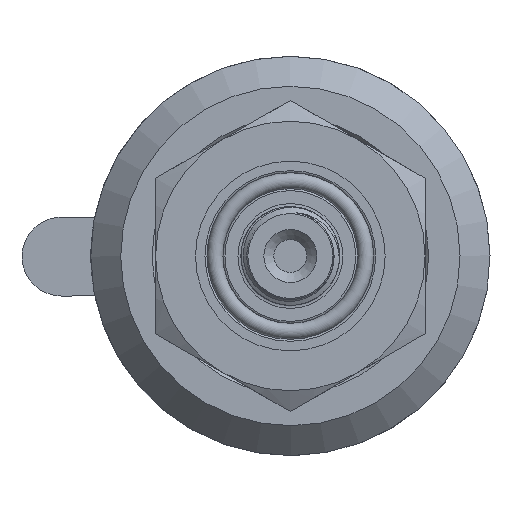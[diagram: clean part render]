
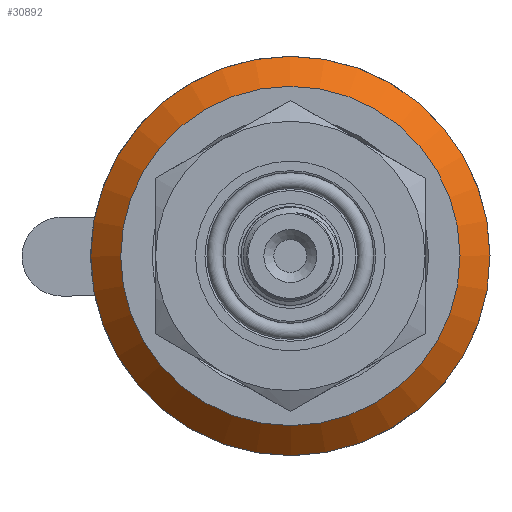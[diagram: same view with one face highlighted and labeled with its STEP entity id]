
A CAD part, left-side view. The second image highlights one B-rep face of the part: STEP entity #30892.
In plain terms, the highlighted conical face has half-angle 45 degrees and reference radius 18.5 mm.
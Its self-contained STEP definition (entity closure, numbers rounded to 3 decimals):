
#577=CONICAL_SURFACE('',#33109,18.5,0.785);
#2973=FACE_OUTER_BOUND('',#4744,.T.);
#4744=EDGE_LOOP('',(#27081,#27082,#27083,#27084));
#5712=CIRCLE('',#33108,20.);
#5713=CIRCLE('',#33110,17.);
#9328=LINE('',#69714,#12273);
#12273=VECTOR('',#39486,18.5);
#14923=VERTEX_POINT('',#69709);
#14924=VERTEX_POINT('',#69713);
#19106=EDGE_CURVE('',#14923,#14923,#5712,.T.);
#19107=EDGE_CURVE('',#14923,#14924,#9328,.T.);
#19108=EDGE_CURVE('',#14924,#14924,#5713,.T.);
#27081=ORIENTED_EDGE('',*,*,#19106,.F.);
#27082=ORIENTED_EDGE('',*,*,#19107,.T.);
#27083=ORIENTED_EDGE('',*,*,#19108,.T.);
#27084=ORIENTED_EDGE('',*,*,#19107,.F.);
#30892=ADVANCED_FACE('',(#2973),#577,.T.);
#33108=AXIS2_PLACEMENT_3D('',#69711,#39482,#39483);
#33109=AXIS2_PLACEMENT_3D('',#69712,#39484,#39485);
#33110=AXIS2_PLACEMENT_3D('',#69715,#39487,#39488);
#39482=DIRECTION('center_axis',(-1.,0.,0.));
#39483=DIRECTION('ref_axis',(0.,0.,
-1.));
#39484=DIRECTION('center_axis',(-1.,0.,0.));
#39485=DIRECTION('ref_axis',(0.,-1.,0.));
#39486=DIRECTION('',(0.707,-0.707,0.));
#39487=DIRECTION('center_axis',(-1.,0.,0.));
#39488=DIRECTION('ref_axis',(0.,0.,
-1.));
#69709=CARTESIAN_POINT('',(21.,20.,0.));
#69711=CARTESIAN_POINT('Origin',(21.,0.,0.));
#69712=CARTESIAN_POINT('Origin',(22.5,0.,0.));
#69713=CARTESIAN_POINT('',(24.,17.,0.));
#69714=CARTESIAN_POINT('',(22.5,18.5,0.));
#69715=CARTESIAN_POINT('Origin',(24.,0.,0.));
